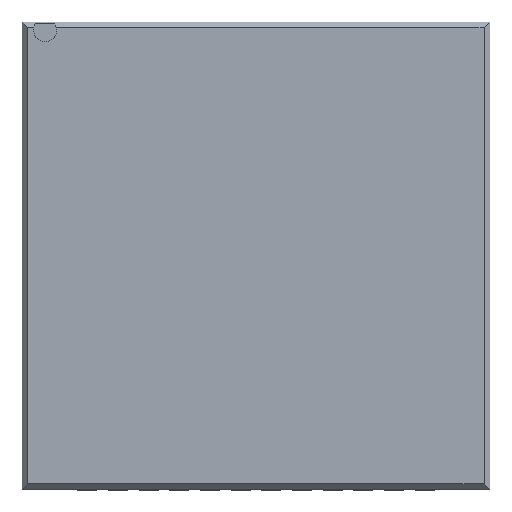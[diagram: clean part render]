
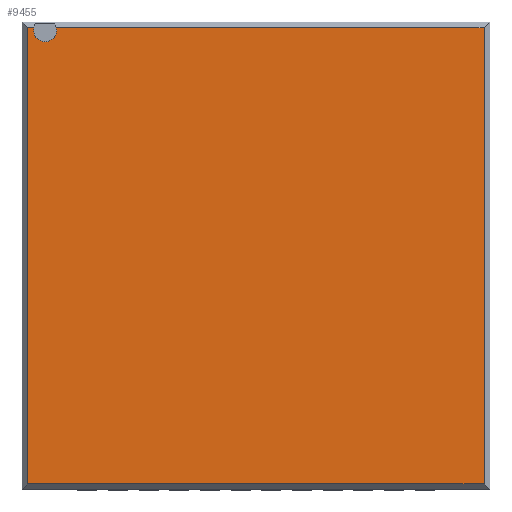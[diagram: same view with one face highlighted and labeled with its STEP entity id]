
A CAD part, top view. The second image highlights one B-rep face of the part: STEP entity #9455.
In plain terms, the highlighted planar face has unit normal (0, 0, 1).
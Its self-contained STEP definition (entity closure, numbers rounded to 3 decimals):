
#90=CIRCLE('',#10028,0.15);
#430=FACE_OUTER_BOUND('',#927,.T.);
#927=EDGE_LOOP('',(#6839,#6840,#6841,#6842,#6843,#6844));
#1712=LINE('',#13929,#2898);
#1713=LINE('',#13931,#2899);
#1714=LINE('',#13933,#2900);
#1715=LINE('',#13935,#2901);
#1716=LINE('',#13936,#2902);
#2898=VECTOR('',#11454,1.);
#2899=VECTOR('',#11455,1.);
#2900=VECTOR('',#11456,1.);
#2901=VECTOR('',#11457,1.);
#2902=VECTOR('',#11458,1.);
#3940=VERTEX_POINT('',#13918);
#3942=VERTEX_POINT('',#13922);
#3943=VERTEX_POINT('',#13928);
#3944=VERTEX_POINT('',#13930);
#3945=VERTEX_POINT('',#13932);
#3946=VERTEX_POINT('',#13934);
#4974=EDGE_CURVE('',#3940,#3942,#90,.T.);
#4976=EDGE_CURVE('',#3943,#3942,#1712,.T.);
#4977=EDGE_CURVE('',#3944,#3943,#1713,.T.);
#4978=EDGE_CURVE('',#3945,#3944,#1714,.T.);
#4979=EDGE_CURVE('',#3946,#3945,#1715,.T.);
#4980=EDGE_CURVE('',#3940,#3946,#1716,.T.);
#6839=ORIENTED_EDGE('',*,*,#4974,.T.);
#6840=ORIENTED_EDGE('',*,*,#4976,.F.);
#6841=ORIENTED_EDGE('',*,*,#4977,.F.);
#6842=ORIENTED_EDGE('',*,*,#4978,.F.);
#6843=ORIENTED_EDGE('',*,*,#4979,.F.);
#6844=ORIENTED_EDGE('',*,*,#4980,.F.);
#8470=PLANE('',#10030);
#9455=ADVANCED_FACE('',(#430),#8470,.T.);
#10028=AXIS2_PLACEMENT_3D('',#13924,#11447,#11448);
#10030=AXIS2_PLACEMENT_3D('',#13927,#11452,#11453);
#11447=DIRECTION('center_axis',(0.,0.,-1.));
#11448=DIRECTION('ref_axis',(1.,0.,0.));
#11452=DIRECTION('center_axis',(0.,0.,1.));
#11453=DIRECTION('ref_axis',(-1.,0.,0.));
#11454=DIRECTION('',(1.,0.,0.));
#11455=DIRECTION('',(0.,1.,0.));
#11456=DIRECTION('',(-1.,0.,0.));
#11457=DIRECTION('',(0.,-1.,0.));
#11458=DIRECTION('',(1.,0.,0.));
#13918=CARTESIAN_POINT('',(-2.604,2.975,0.8));
#13922=CARTESIAN_POINT('',(-2.896,2.975,0.8));
#13924=CARTESIAN_POINT('Origin',(-2.75,2.942,0.8));
#13927=CARTESIAN_POINT('Origin',(-3.05,3.05,0.8));
#13928=CARTESIAN_POINT('',(-2.975,2.975,0.8));
#13929=CARTESIAN_POINT('',(-0.001,2.975,0.8));
#13930=CARTESIAN_POINT('',(-2.975,-2.973,0.8));
#13931=CARTESIAN_POINT('',(-2.975,3.05,0.8));
#13932=CARTESIAN_POINT('',(2.973,-2.973,0.8));
#13933=CARTESIAN_POINT('',(-3.05,-2.973,0.8));
#13934=CARTESIAN_POINT('',(2.973,2.975,0.8));
#13935=CARTESIAN_POINT('',(2.973,0.001,0.8));
#13936=CARTESIAN_POINT('',(-0.001,2.975,0.8));
